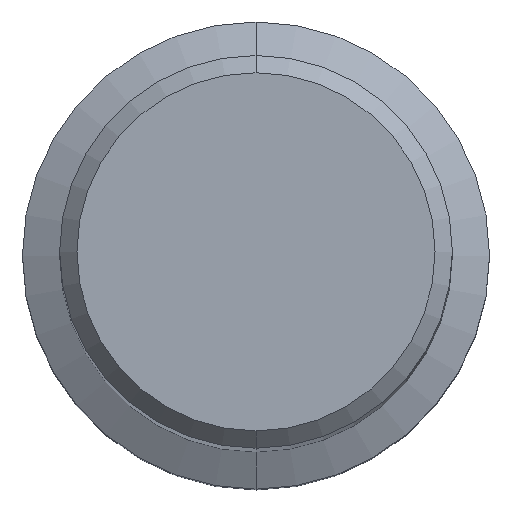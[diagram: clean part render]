
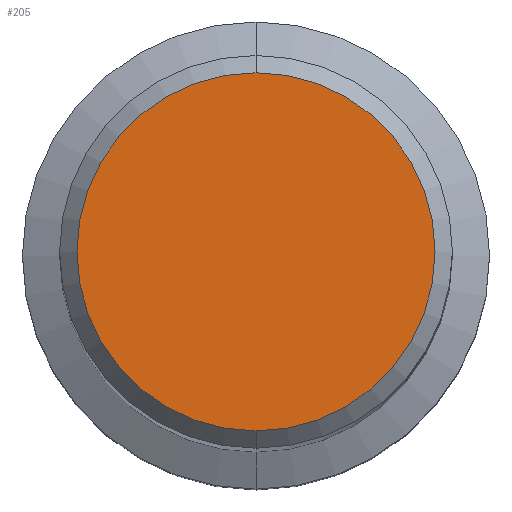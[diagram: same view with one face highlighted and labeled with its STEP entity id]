
A CAD part, top view. The second image highlights one B-rep face of the part: STEP entity #205.
In plain terms, the highlighted planar face has unit normal (0, 0, 1).
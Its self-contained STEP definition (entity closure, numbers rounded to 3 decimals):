
#205=ADVANCED_FACE('',(#560),#561,.T.);
#275=VERTEX_POINT('',#640);
#289=EDGE_CURVE('',#275,#459,#655,.T.);
#449=EDGE_CURVE('',#459,#275,#832,.T.);
#459=VERTEX_POINT('',#842);
#560=FACE_OUTER_BOUND('',#944,.T.);
#561=PLANE('',#945);
#640=CARTESIAN_POINT('',(0.0,10.35,0.0));
#655=CIRCLE('',#1145,10.35);
#832=CIRCLE('',#1530,10.35);
#842=CARTESIAN_POINT('',(0.,-10.35,0.0));
#944=EDGE_LOOP('',(#1808,#1809));
#945=AXIS2_PLACEMENT_3D('',#1810,#1811,#1812);
#1145=AXIS2_PLACEMENT_3D('',#1923,#1924,#1925);
#1530=AXIS2_PLACEMENT_3D('',#2136,#2137,#2138);
#1808=ORIENTED_EDGE('',*,*,#289,.F.);
#1809=ORIENTED_EDGE('',*,*,#449,.F.);
#1810=CARTESIAN_POINT('',(0.0,5.175,0.0));
#1811=DIRECTION('',(-0.0,0.0,1.0));
#1812=DIRECTION('',(0.0,-1.0,0.0));
#1923=CARTESIAN_POINT('',(0.0,0.0,0.0));
#1924=DIRECTION('',(0.0,0.0,-1.0));
#1925=DIRECTION('',(0.0,1.0,0.0));
#2136=CARTESIAN_POINT('',(0.0,0.0,0.0));
#2137=DIRECTION('',(0.0,0.0,-1.0));
#2138=DIRECTION('',(0.0,1.0,0.0));
